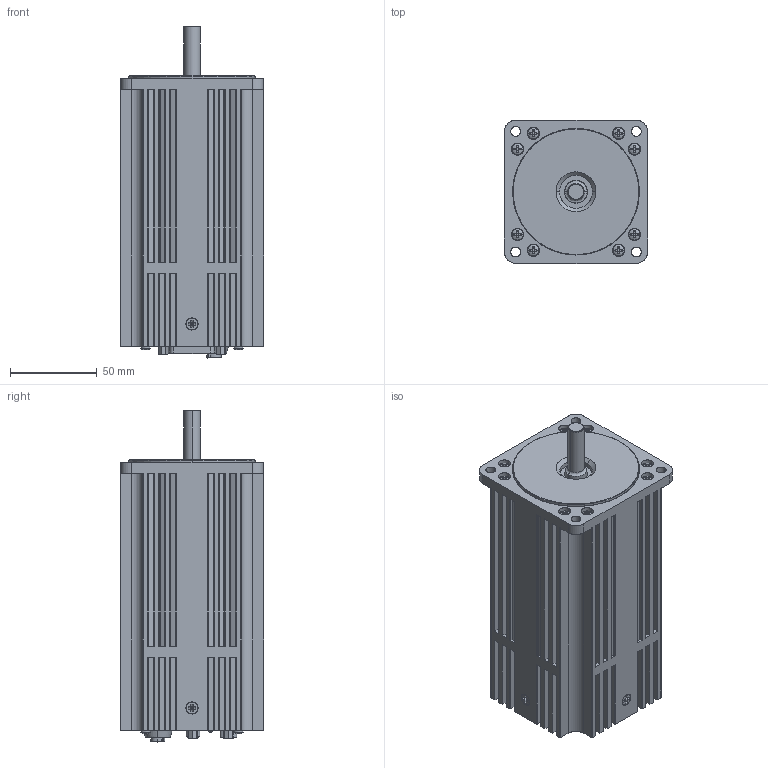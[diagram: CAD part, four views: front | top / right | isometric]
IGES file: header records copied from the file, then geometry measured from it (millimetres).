
Start section: SolidWorks IGES file using analytic representation for surfaces
Global section: file name: SM34505D-AD1.IGS; native system: SolidWorks 2011; preprocessor: SolidWorks 2011; author: mtran; date: 110228.152527; units: inch
Bounding box: 82.55 x 82.55 x 191.58 mm (x, y, z)
Surface area: 89978.2 mm2 (no closed solid volume)
Topology: 0 solids, 0 shells, 1194 faces, 11647 edges, 11643 vertices
Faces by surface type: bspline 675, revolution 519
